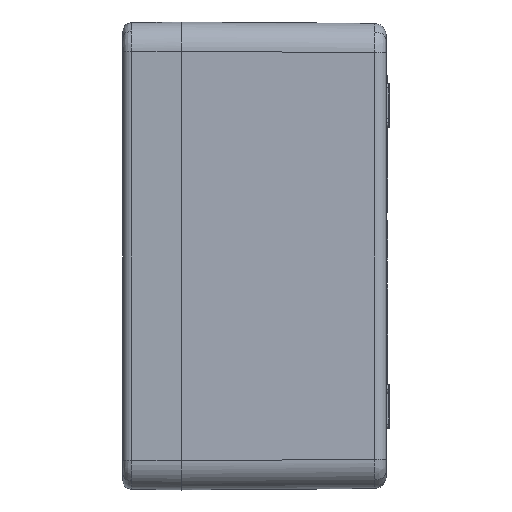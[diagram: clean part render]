
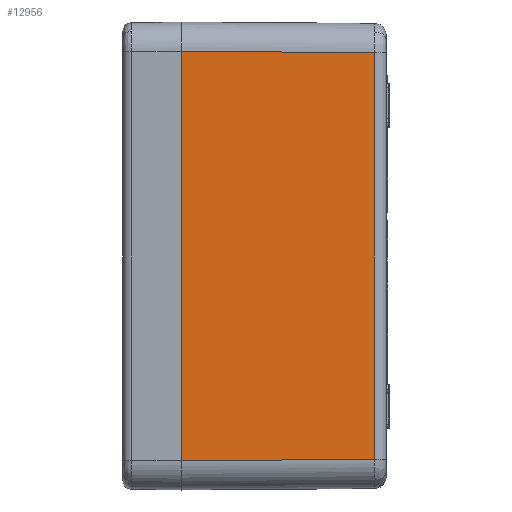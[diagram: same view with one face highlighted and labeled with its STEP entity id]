
A CAD part, left-side view. The second image highlights one B-rep face of the part: STEP entity #12956.
In plain terms, the highlighted planar face has unit normal (-1, -0.007, 0).
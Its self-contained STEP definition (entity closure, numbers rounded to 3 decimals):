
#3433 = DIRECTION ( 'NONE',  ( -1., -0.007, 0. ) ) ;
#11166 = VECTOR ( 'NONE', #47377, 1000. ) ;
#12505 = LINE ( 'NONE', #21110, #11166 ) ;
#12956 = ADVANCED_FACE ( 'NONE', ( #42422 ), #29513, .T. ) ;
#14252 = AXIS2_PLACEMENT_3D ( 'NONE', #51328, #3433, #33896 ) ;
#16090 = LINE ( 'NONE', #34333, #36602 ) ;
#18887 = LINE ( 'NONE', #23767, #40812 ) ;
#18902 = ORIENTED_EDGE ( 'NONE', *, *, #38357, .T. ) ;
#19346 = EDGE_LOOP ( 'NONE', ( #20621, #18902, #25752, #22903 ) ) ;
#19590 = VECTOR ( 'NONE', #19867, 1000. ) ;
#19867 = DIRECTION ( 'NONE',  ( -0.007, 1., 0.007 ) ) ;
#20621 = ORIENTED_EDGE ( 'NONE', *, *, #43890, .T. ) ;
#21110 = CARTESIAN_POINT ( 'NONE',  ( -129.522, -66.528, 69.494 ) ) ;
#22903 = ORIENTED_EDGE ( 'NONE', *, *, #47284, .T. ) ;
#23553 = CARTESIAN_POINT ( 'NONE',  ( -129.522, -66.528, 69.522 ) ) ;
#23767 = CARTESIAN_POINT ( 'NONE',  ( -130., 2.07, -70.001 ) ) ;
#24805 = VERTEX_POINT ( 'NONE', #23553 ) ;
#25752 = ORIENTED_EDGE ( 'NONE', *, *, #45314, .T. ) ;
#27266 = VERTEX_POINT ( 'NONE', #50855 ) ;
#27896 = CARTESIAN_POINT ( 'NONE',  ( -129.983, -0.5, -69.983 ) ) ;
#28211 = DIRECTION ( 'NONE',  ( 0.007, -1., 0.007 ) ) ;
#29513 = PLANE ( 'NONE',  #14252 ) ;
#32671 = LINE ( 'NONE', #41733, #19590 ) ;
#33896 = DIRECTION ( 'NONE',  ( 0.007, -1., 0. ) ) ;
#34333 = CARTESIAN_POINT ( 'NONE',  ( -129.983, -0.5, -80. ) ) ;
#35540 = CARTESIAN_POINT ( 'NONE',  ( -129.522, -66.528, -69.522 ) ) ;
#36602 = VECTOR ( 'NONE', #38732, 1000. ) ;
#38357 = EDGE_CURVE ( 'NONE', #46965, #24805, #12505, .T. ) ;
#38732 = DIRECTION ( 'NONE',  ( 0., 0., -1. ) ) ;
#39609 = VERTEX_POINT ( 'NONE', #27896 ) ;
#40812 = VECTOR ( 'NONE', #28211, 1000. ) ;
#41733 = CARTESIAN_POINT ( 'NONE',  ( -129.993, 0.953, 69.993 ) ) ;
#42422 = FACE_OUTER_BOUND ( 'NONE', #19346, .T. ) ;
#43890 = EDGE_CURVE ( 'NONE', #39609, #46965, #18887, .T. ) ;
#45314 = EDGE_CURVE ( 'NONE', #24805, #27266, #32671, .T. ) ;
#46965 = VERTEX_POINT ( 'NONE', #35540 ) ;
#47284 = EDGE_CURVE ( 'NONE', #27266, #39609, #16090, .T. ) ;
#47377 = DIRECTION ( 'NONE',  ( 0., 0., 1. ) ) ;
#50855 = CARTESIAN_POINT ( 'NONE',  ( -129.983, -0.5, 69.983 ) ) ;
#51328 = CARTESIAN_POINT ( 'NONE',  ( -130., 2., -80. ) ) ;
